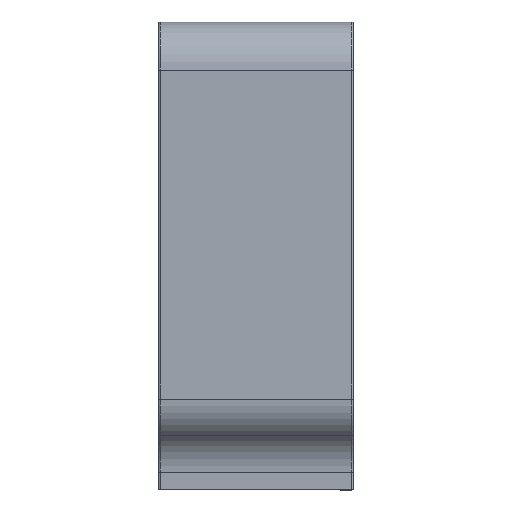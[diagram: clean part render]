
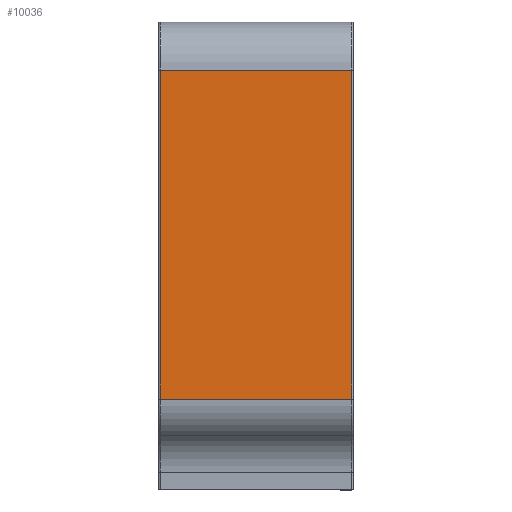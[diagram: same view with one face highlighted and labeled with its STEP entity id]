
A CAD part, left-side view. The second image highlights one B-rep face of the part: STEP entity #10036.
In plain terms, the highlighted planar face has unit normal (-1, 0, 0).
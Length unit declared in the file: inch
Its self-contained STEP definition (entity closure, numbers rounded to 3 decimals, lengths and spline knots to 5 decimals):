
#89 = CARTESIAN_POINT ( 'NONE',  ( 0., 0.01, -0.38 ) ) ;
#379 = ORIENTED_EDGE ( 'NONE', *, *, #6341, .F. ) ;
#734 = DIRECTION ( 'NONE',  ( 0., -1., 0. ) ) ;
#762 = CARTESIAN_POINT ( 'NONE',  ( 0., 1.52543, -2.9809 ) ) ;
#847 = CARTESIAN_POINT ( 'NONE',  ( 0., 1.52543, -0.38 ) ) ;
#975 = CARTESIAN_POINT ( 'NONE',  ( 0., 1.53543, -0.38 ) ) ;
#1638 = LINE ( 'NONE', #762, #2397 ) ;
#1667 = VECTOR ( 'NONE', #6284, 39.37008 ) ;
#2397 = VECTOR ( 'NONE', #8970, 39.37008 ) ;
#2471 = VERTEX_POINT ( 'NONE', #847 ) ;
#2590 = FACE_OUTER_BOUND ( 'NONE', #3447, .T. ) ;
#3007 = VERTEX_POINT ( 'NONE', #89 ) ;
#3337 = CARTESIAN_POINT ( 'NONE',  ( 0., 1.52543, -2.9809 ) ) ;
#3447 = EDGE_LOOP ( 'NONE', ( #3631, #6703, #379, #10281 ) ) ;
#3536 = AXIS2_PLACEMENT_3D ( 'NONE', #975, #8177, #9748 ) ;
#3631 = ORIENTED_EDGE ( 'NONE', *, *, #4911, .T. ) ;
#4162 = VERTEX_POINT ( 'NONE', #3337 ) ;
#4673 = VERTEX_POINT ( 'NONE', #5157 ) ;
#4911 = EDGE_CURVE ( 'NONE', #4162, #4673, #9188, .T. ) ;
#5157 = CARTESIAN_POINT ( 'NONE',  ( 0., 0.01, -2.9809 ) ) ;
#5364 = VECTOR ( 'NONE', #9923, 39.37008 ) ;
#5674 = PLANE ( 'NONE',  #3536 ) ;
#6284 = DIRECTION ( 'NONE',  ( 0., -1., 0. ) ) ;
#6341 = EDGE_CURVE ( 'NONE', #2471, #3007, #10170, .T. ) ;
#6651 = EDGE_CURVE ( 'NONE', #2471, #4162, #1638, .T. ) ;
#6703 = ORIENTED_EDGE ( 'NONE', *, *, #8406, .T. ) ;
#7511 = CARTESIAN_POINT ( 'NONE',  ( 0., 0.01, -0.38 ) ) ;
#8083 = LINE ( 'NONE', #7511, #5364 ) ;
#8177 = DIRECTION ( 'NONE',  ( 1., 0., 0. ) ) ;
#8406 = EDGE_CURVE ( 'NONE', #4673, #3007, #8083, .T. ) ;
#8970 = DIRECTION ( 'NONE',  ( 0., 0., -1. ) ) ;
#9188 = LINE ( 'NONE', #10317, #1667 ) ;
#9243 = CARTESIAN_POINT ( 'NONE',  ( 0., 1.53543, -0.38 ) ) ;
#9748 = DIRECTION ( 'NONE',  ( 0., 0., -1. ) ) ;
#9923 = DIRECTION ( 'NONE',  ( 0., 0., 1. ) ) ;
#10036 = ADVANCED_FACE ( 'NONE', ( #2590 ), #5674, .F. ) ;
#10039 = VECTOR ( 'NONE', #734, 39.37008 ) ;
#10170 = LINE ( 'NONE', #9243, #10039 ) ;
#10281 = ORIENTED_EDGE ( 'NONE', *, *, #6651, .T. ) ;
#10317 = CARTESIAN_POINT ( 'NONE',  ( 0., 1.53543, -2.9809 ) ) ;
